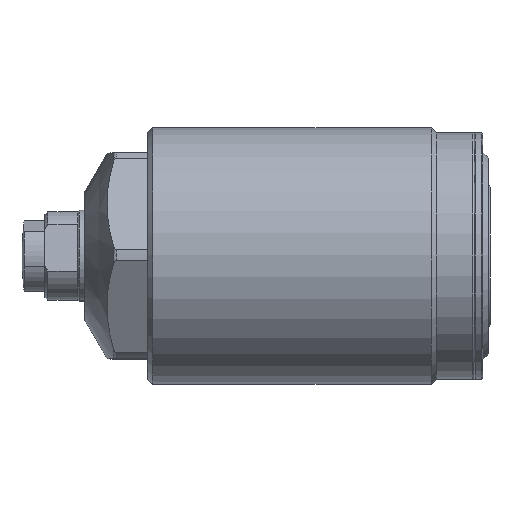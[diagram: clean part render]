
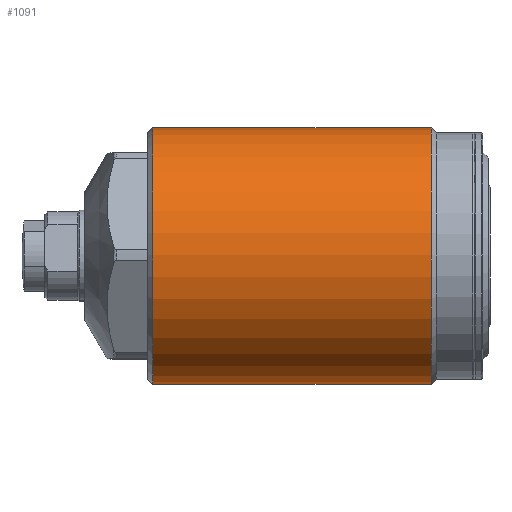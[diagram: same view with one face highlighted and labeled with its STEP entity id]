
A CAD part, left-side view. The second image highlights one B-rep face of the part: STEP entity #1091.
In plain terms, the highlighted cylindrical face has radius 22.461 mm (diameter 44.921 mm), a partial arc.
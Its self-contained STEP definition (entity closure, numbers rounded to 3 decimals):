
#75 = CARTESIAN_POINT ( 'NONE',  ( -0.039, 60.6, -22.461 ) ) ;
#112 = CIRCLE ( 'NONE', #848, 22.461 ) ;
#152 = DIRECTION ( 'NONE',  ( 0., 0., 1. ) ) ;
#286 = CARTESIAN_POINT ( 'NONE',  ( -0.039, 11.8, 22.461 ) ) ;
#373 = FACE_OUTER_BOUND ( 'NONE', #2175, .T. ) ;
#485 = ORIENTED_EDGE ( 'NONE', *, *, #2234, .T. ) ;
#589 = AXIS2_PLACEMENT_3D ( 'NONE', #689, #1660, #2384 ) ;
#599 = CARTESIAN_POINT ( 'NONE',  ( -0.039, 60.6, 0. ) ) ;
#689 = CARTESIAN_POINT ( 'NONE',  ( -0.039, 79.499, 0. ) ) ;
#767 = LINE ( 'NONE', #1151, #1900 ) ;
#848 = AXIS2_PLACEMENT_3D ( 'NONE', #3046, #1614, #152 ) ;
#850 = DIRECTION ( 'NONE',  ( 0., 0., 1. ) ) ;
#903 = DIRECTION ( 'NONE',  ( 0., 1., 0. ) ) ;
#955 = CYLINDRICAL_SURFACE ( 'NONE', #589, 22.461 ) ;
#1016 = CARTESIAN_POINT ( 'NONE',  ( -0.039, 79.499, -22.461 ) ) ;
#1059 = ORIENTED_EDGE ( 'NONE', *, *, #2947, .F. ) ;
#1089 = VERTEX_POINT ( 'NONE', #3089 ) ;
#1091 = ADVANCED_FACE ( 'NONE', ( #373 ), #955, .T. ) ;
#1151 = CARTESIAN_POINT ( 'NONE',  ( -0.039, 79.499, 22.461 ) ) ;
#1324 = VERTEX_POINT ( 'NONE', #286 ) ;
#1398 = EDGE_CURVE ( 'NONE', #3012, #2511, #2743, .T. ) ;
#1614 = DIRECTION ( 'NONE',  ( 0., 1., 0. ) ) ;
#1660 = DIRECTION ( 'NONE',  ( 0., 1., 0. ) ) ;
#1900 = VECTOR ( 'NONE', #903, 1000. ) ;
#2051 = AXIS2_PLACEMENT_3D ( 'NONE', #599, #2294, #850 ) ;
#2159 = VECTOR ( 'NONE', #2475, 1000. ) ;
#2174 = EDGE_CURVE ( 'NONE', #1089, #1324, #112, .T. ) ;
#2175 = EDGE_LOOP ( 'NONE', ( #1059, #2473, #485, #2334 ) ) ;
#2234 = EDGE_CURVE ( 'NONE', #1324, #2511, #767, .T. ) ;
#2294 = DIRECTION ( 'NONE',  ( 0., 1., 0. ) ) ;
#2334 = ORIENTED_EDGE ( 'NONE', *, *, #1398, .F. ) ;
#2384 = DIRECTION ( 'NONE',  ( 0., 0., 1. ) ) ;
#2473 = ORIENTED_EDGE ( 'NONE', *, *, #2174, .T. ) ;
#2475 = DIRECTION ( 'NONE',  ( 0., 1., 0. ) ) ;
#2511 = VERTEX_POINT ( 'NONE', #2748 ) ;
#2743 = CIRCLE ( 'NONE', #2051, 22.461 ) ;
#2748 = CARTESIAN_POINT ( 'NONE',  ( -0.039, 60.6, 22.461 ) ) ;
#2796 = LINE ( 'NONE', #1016, #2159 ) ;
#2947 = EDGE_CURVE ( 'NONE', #1089, #3012, #2796, .T. ) ;
#3012 = VERTEX_POINT ( 'NONE', #75 ) ;
#3046 = CARTESIAN_POINT ( 'NONE',  ( -0.039, 11.8, 0. ) ) ;
#3089 = CARTESIAN_POINT ( 'NONE',  ( -0.039, 11.8, -22.461 ) ) ;
